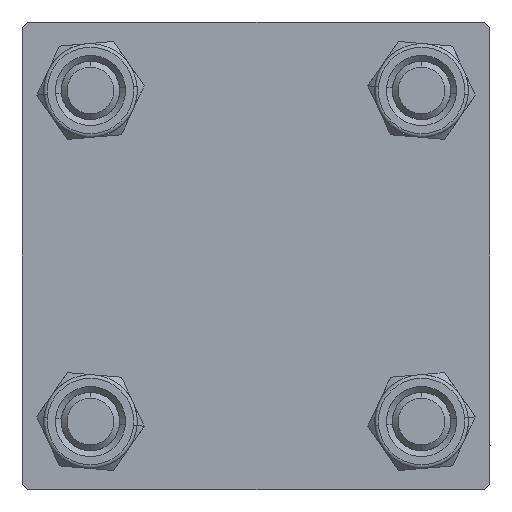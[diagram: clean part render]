
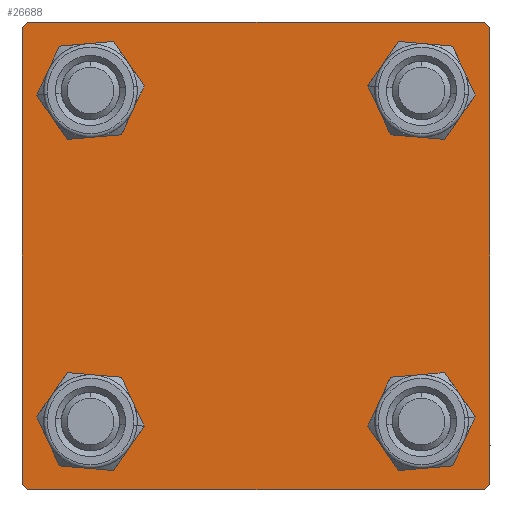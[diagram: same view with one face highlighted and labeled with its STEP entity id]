
A CAD part, left-side view. The second image highlights one B-rep face of the part: STEP entity #26688.
In plain terms, the highlighted planar face has unit normal (-1, 0, 0).
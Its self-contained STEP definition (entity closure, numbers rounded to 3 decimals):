
#355 = CARTESIAN_POINT ( 'NONE',  ( 0., 14.15, -11.15 ) ) ;
#635 = EDGE_CURVE ( 'NONE', #31837, #32780, #6785, .T. ) ;
#1056 = CARTESIAN_POINT ( 'NONE',  ( 0., 19.75, 19.75 ) ) ;
#1214 = DIRECTION ( 'NONE',  ( 0., 0., 1. ) ) ;
#2472 = DIRECTION ( 'NONE',  ( 0., 0.707, 0.707 ) ) ;
#3984 = CARTESIAN_POINT ( 'NONE',  ( 0., 20., -19.5 ) ) ;
#4069 = DIRECTION ( 'NONE',  ( -1., 0., 0. ) ) ;
#4277 = VECTOR ( 'NONE', #13016, 1000. ) ;
#4379 = CARTESIAN_POINT ( 'NONE',  ( 0., -14.15, 14.15 ) ) ;
#4623 = DIRECTION ( 'NONE',  ( 0., -1., 0. ) ) ;
#5155 = AXIS2_PLACEMENT_3D ( 'NONE', #5793, #36764, #1214 ) ;
#5228 = CARTESIAN_POINT ( 'NONE',  ( 0., 0., 0. ) ) ;
#5462 = VECTOR ( 'NONE', #31285, 1000. ) ;
#5656 = CARTESIAN_POINT ( 'NONE',  ( 0., 14.15, 11.15 ) ) ;
#5793 = CARTESIAN_POINT ( 'NONE',  ( 0., -14.15, -14.15 ) ) ;
#6306 = DIRECTION ( 'NONE',  ( 0., 0., 1. ) ) ;
#6400 = EDGE_CURVE ( 'NONE', #31837, #10886, #40839, .T. ) ;
#6785 = LINE ( 'NONE', #7335, #19686 ) ;
#7335 = CARTESIAN_POINT ( 'NONE',  ( 0., -19.75, 19.75 ) ) ;
#7488 = AXIS2_PLACEMENT_3D ( 'NONE', #47450, #52890, #26753 ) ;
#7794 = VERTEX_POINT ( 'NONE', #30666 ) ;
#7833 = FACE_BOUND ( 'NONE', #31700, .T. ) ;
#8340 = EDGE_LOOP ( 'NONE', ( #53701, #8990 ) ) ;
#8576 = CARTESIAN_POINT ( 'NONE',  ( 0., -19.5, 20. ) ) ;
#8990 = ORIENTED_EDGE ( 'NONE', *, *, #38994, .T. ) ;
#9542 = CARTESIAN_POINT ( 'NONE',  ( 0., 14.15, -17.15 ) ) ;
#10714 = CARTESIAN_POINT ( 'NONE',  ( 0., -20., 20. ) ) ;
#10886 = VERTEX_POINT ( 'NONE', #41429 ) ;
#11116 = EDGE_LOOP ( 'NONE', ( #14234, #33122 ) ) ;
#11951 = CARTESIAN_POINT ( 'NONE',  ( 0., -14.15, 14.15 ) ) ;
#12939 = CARTESIAN_POINT ( 'NONE',  ( 0., 19.75, -19.75 ) ) ;
#13016 = DIRECTION ( 'NONE',  ( 0., 0., -1. ) ) ;
#13639 = AXIS2_PLACEMENT_3D ( 'NONE', #4379, #40454, #6306 ) ;
#14234 = ORIENTED_EDGE ( 'NONE', *, *, #42067, .T. ) ;
#16745 = EDGE_CURVE ( 'NONE', #27963, #32780, #31584, .T. ) ;
#16868 = AXIS2_PLACEMENT_3D ( 'NONE', #36838, #27929, #37673 ) ;
#16948 = ORIENTED_EDGE ( 'NONE', *, *, #6400, .F. ) ;
#17569 = EDGE_LOOP ( 'NONE', ( #54712, #20148 ) ) ;
#17883 = VERTEX_POINT ( 'NONE', #3984 ) ;
#18954 = CARTESIAN_POINT ( 'NONE',  ( 0., -14.15, 11.15 ) ) ;
#19686 = VECTOR ( 'NONE', #2472, 1000. ) ;
#19934 = DIRECTION ( 'NONE',  ( 0., 0., 1. ) ) ;
#20148 = ORIENTED_EDGE ( 'NONE', *, *, #20576, .T. ) ;
#20576 = EDGE_CURVE ( 'NONE', #39435, #33728, #55189, .T. ) ;
#21017 = FACE_BOUND ( 'NONE', #17569, .T. ) ;
#21330 = VERTEX_POINT ( 'NONE', #45783 ) ;
#21603 = ORIENTED_EDGE ( 'NONE', *, *, #52825, .T. ) ;
#22683 = LINE ( 'NONE', #12939, #5462 ) ;
#22728 = EDGE_CURVE ( 'NONE', #31057, #31082, #47897, .T. ) ;
#24200 = CIRCLE ( 'NONE', #16868, 3. ) ;
#24570 = VECTOR ( 'NONE', #44390, 1000. ) ;
#25296 = CARTESIAN_POINT ( 'NONE',  ( 0., 19.5, -20. ) ) ;
#25307 = FACE_BOUND ( 'NONE', #8340, .T. ) ;
#25498 = AXIS2_PLACEMENT_3D ( 'NONE', #27964, #54384, #41180 ) ;
#25611 = CARTESIAN_POINT ( 'NONE',  ( 0., 20., 20. ) ) ;
#26149 = CARTESIAN_POINT ( 'NONE',  ( 0., -20., 19.5 ) ) ;
#26412 = LINE ( 'NONE', #31307, #33794 ) ;
#26688 = ADVANCED_FACE ( 'NONE', ( #7833, #25307, #42832, #21017, #38509 ), #53445, .T. ) ;
#26753 = DIRECTION ( 'NONE',  ( 0., 0., 1. ) ) ;
#26849 = LINE ( 'NONE', #31154, #24570 ) ;
#26900 = AXIS2_PLACEMENT_3D ( 'NONE', #5228, #4069, #48286 ) ;
#27450 = VERTEX_POINT ( 'NONE', #25296 ) ;
#27630 = ORIENTED_EDGE ( 'NONE', *, *, #635, .T. ) ;
#27903 = VERTEX_POINT ( 'NONE', #40931 ) ;
#27906 = DIRECTION ( 'NONE',  ( 0., 0., -1. ) ) ;
#27929 = DIRECTION ( 'NONE',  ( 1., 0., 0. ) ) ;
#27963 = VERTEX_POINT ( 'NONE', #50692 ) ;
#27964 = CARTESIAN_POINT ( 'NONE',  ( 0., -14.15, -14.15 ) ) ;
#28178 = EDGE_CURVE ( 'NONE', #33728, #39435, #24200, .T. ) ;
#30007 = CARTESIAN_POINT ( 'NONE',  ( 0., 14.15, 17.15 ) ) ;
#30260 = ORIENTED_EDGE ( 'NONE', *, *, #56037, .T. ) ;
#30666 = CARTESIAN_POINT ( 'NONE',  ( 0., -14.15, -11.15 ) ) ;
#31057 = VERTEX_POINT ( 'NONE', #9542 ) ;
#31069 = ORIENTED_EDGE ( 'NONE', *, *, #49244, .T. ) ;
#31082 = VERTEX_POINT ( 'NONE', #355 ) ;
#31154 = CARTESIAN_POINT ( 'NONE',  ( 0., -19.75, -19.75 ) ) ;
#31171 = CARTESIAN_POINT ( 'NONE',  ( 0., 14.15, -14.15 ) ) ;
#31285 = DIRECTION ( 'NONE',  ( 0., -0.707, -0.707 ) ) ;
#31307 = CARTESIAN_POINT ( 'NONE',  ( 0., 20., -20. ) ) ;
#31584 = LINE ( 'NONE', #49393, #38522 ) ;
#31700 = EDGE_LOOP ( 'NONE', ( #31069, #43923 ) ) ;
#31837 = VERTEX_POINT ( 'NONE', #26149 ) ;
#32568 = ORIENTED_EDGE ( 'NONE', *, *, #41416, .T. ) ;
#32780 = VERTEX_POINT ( 'NONE', #8576 ) ;
#33122 = ORIENTED_EDGE ( 'NONE', *, *, #22728, .T. ) ;
#33347 = VERTEX_POINT ( 'NONE', #18954 ) ;
#33728 = VERTEX_POINT ( 'NONE', #30007 ) ;
#33794 = VECTOR ( 'NONE', #4623, 1000. ) ;
#34617 = AXIS2_PLACEMENT_3D ( 'NONE', #45796, #46922, #19934 ) ;
#34819 = ORIENTED_EDGE ( 'NONE', *, *, #44426, .T. ) ;
#36764 = DIRECTION ( 'NONE',  ( 1., 0., 0. ) ) ;
#36838 = CARTESIAN_POINT ( 'NONE',  ( 0., 14.15, 14.15 ) ) ;
#37423 = ORIENTED_EDGE ( 'NONE', *, *, #45000, .T. ) ;
#37482 = VECTOR ( 'NONE', #27906, 1000. ) ;
#37673 = DIRECTION ( 'NONE',  ( 0., 0., 1. ) ) ;
#37711 = CARTESIAN_POINT ( 'NONE',  ( 0., -19.5, -20. ) ) ;
#38160 = VERTEX_POINT ( 'NONE', #55121 ) ;
#38509 = FACE_OUTER_BOUND ( 'NONE', #48966, .T. ) ;
#38522 = VECTOR ( 'NONE', #49122, 1000. ) ;
#38994 = EDGE_CURVE ( 'NONE', #38160, #7794, #48216, .T. ) ;
#39196 = DIRECTION ( 'NONE',  ( 0., 0.707, -0.707 ) ) ;
#39435 = VERTEX_POINT ( 'NONE', #5656 ) ;
#40219 = EDGE_CURVE ( 'NONE', #33347, #21330, #47316, .T. ) ;
#40354 = DIRECTION ( 'NONE',  ( 1., 0., 0. ) ) ;
#40454 = DIRECTION ( 'NONE',  ( 1., 0., 0. ) ) ;
#40839 = LINE ( 'NONE', #10714, #37482 ) ;
#40931 = CARTESIAN_POINT ( 'NONE',  ( 0., 20., 19.5 ) ) ;
#41144 = CIRCLE ( 'NONE', #25498, 3. ) ;
#41180 = DIRECTION ( 'NONE',  ( 0., 0., 1. ) ) ;
#41416 = EDGE_CURVE ( 'NONE', #27903, #17883, #47462, .T. ) ;
#41429 = CARTESIAN_POINT ( 'NONE',  ( 0., -20., -19.5 ) ) ;
#42067 = EDGE_CURVE ( 'NONE', #31082, #31057, #48411, .T. ) ;
#42832 = FACE_BOUND ( 'NONE', #11116, .T. ) ;
#42913 = DIRECTION ( 'NONE',  ( 0., 0., 1. ) ) ;
#43860 = VERTEX_POINT ( 'NONE', #37711 ) ;
#43923 = ORIENTED_EDGE ( 'NONE', *, *, #40219, .T. ) ;
#44390 = DIRECTION ( 'NONE',  ( 0., -0.707, 0.707 ) ) ;
#44426 = EDGE_CURVE ( 'NONE', #43860, #10886, #26849, .T. ) ;
#45000 = EDGE_CURVE ( 'NONE', #27450, #43860, #26412, .T. ) ;
#45783 = CARTESIAN_POINT ( 'NONE',  ( 0., -14.15, 17.15 ) ) ;
#45796 = CARTESIAN_POINT ( 'NONE',  ( 0., 14.15, -14.15 ) ) ;
#46922 = DIRECTION ( 'NONE',  ( 1., 0., 0. ) ) ;
#47316 = CIRCLE ( 'NONE', #48259, 3. ) ;
#47450 = CARTESIAN_POINT ( 'NONE',  ( 0., 14.15, 14.15 ) ) ;
#47462 = LINE ( 'NONE', #25611, #4277 ) ;
#47897 = CIRCLE ( 'NONE', #56108, 3. ) ;
#48216 = CIRCLE ( 'NONE', #5155, 3. ) ;
#48259 = AXIS2_PLACEMENT_3D ( 'NONE', #11951, #56389, #42913 ) ;
#48286 = DIRECTION ( 'NONE',  ( 0., 0., 1. ) ) ;
#48411 = CIRCLE ( 'NONE', #34617, 3. ) ;
#48966 = EDGE_LOOP ( 'NONE', ( #32568, #21603, #37423, #34819, #16948, #27630, #52586, #30260 ) ) ;
#49122 = DIRECTION ( 'NONE',  ( 0., -1., 0. ) ) ;
#49244 = EDGE_CURVE ( 'NONE', #21330, #33347, #54861, .T. ) ;
#49393 = CARTESIAN_POINT ( 'NONE',  ( 0., 20., 20. ) ) ;
#50007 = EDGE_CURVE ( 'NONE', #7794, #38160, #41144, .T. ) ;
#50491 = VECTOR ( 'NONE', #39196, 1000. ) ;
#50692 = CARTESIAN_POINT ( 'NONE',  ( 0., 19.5, 20. ) ) ;
#52421 = LINE ( 'NONE', #1056, #50491 ) ;
#52586 = ORIENTED_EDGE ( 'NONE', *, *, #16745, .F. ) ;
#52825 = EDGE_CURVE ( 'NONE', #17883, #27450, #22683, .T. ) ;
#52890 = DIRECTION ( 'NONE',  ( 1., 0., 0. ) ) ;
#53288 = DIRECTION ( 'NONE',  ( 0., 0., 1. ) ) ;
#53445 = PLANE ( 'NONE',  #26900 ) ;
#53701 = ORIENTED_EDGE ( 'NONE', *, *, #50007, .T. ) ;
#54384 = DIRECTION ( 'NONE',  ( 1., 0., 0. ) ) ;
#54712 = ORIENTED_EDGE ( 'NONE', *, *, #28178, .T. ) ;
#54861 = CIRCLE ( 'NONE', #13639, 3. ) ;
#55121 = CARTESIAN_POINT ( 'NONE',  ( 0., -14.15, -17.15 ) ) ;
#55189 = CIRCLE ( 'NONE', #7488, 3. ) ;
#56037 = EDGE_CURVE ( 'NONE', #27963, #27903, #52421, .T. ) ;
#56108 = AXIS2_PLACEMENT_3D ( 'NONE', #31171, #40354, #53288 ) ;
#56389 = DIRECTION ( 'NONE',  ( 1., 0., 0. ) ) ;
